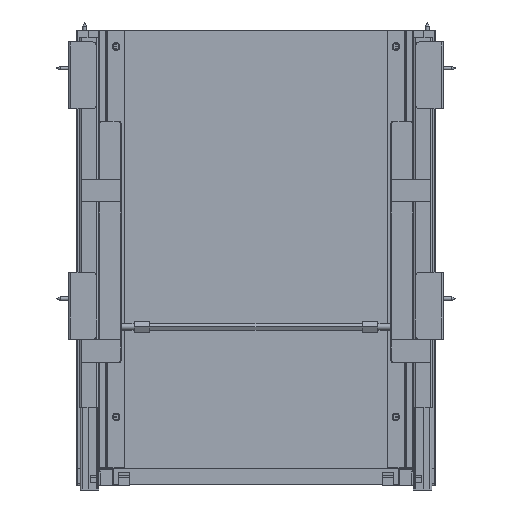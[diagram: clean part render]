
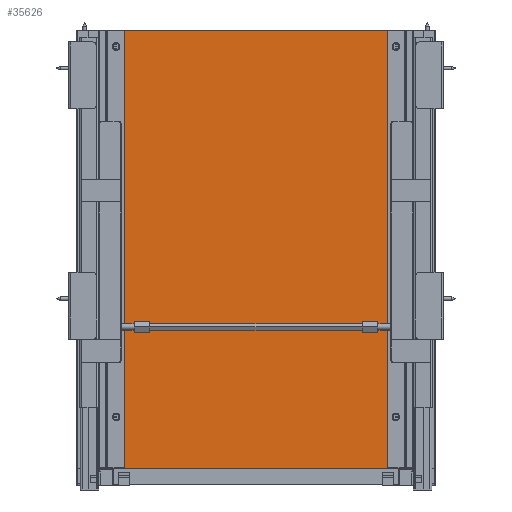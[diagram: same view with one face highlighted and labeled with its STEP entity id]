
A CAD part, front view. The second image highlights one B-rep face of the part: STEP entity #35626.
In plain terms, the highlighted planar face has unit normal (0, -1, 0).
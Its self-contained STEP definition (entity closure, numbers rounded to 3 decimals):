
#3420=FACE_OUTER_BOUND('',#5600,.T.);
#5600=EDGE_LOOP('',(#30507,#30508,#30509,#30510));
#9192=LINE('',#57940,#13226);
#9193=LINE('',#57943,#13227);
#9194=LINE('',#57945,#13228);
#9195=LINE('',#57946,#13229);
#13226=VECTOR('',#45843,10.);
#13227=VECTOR('',#45846,10.);
#13228=VECTOR('',#45847,10.);
#13229=VECTOR('',#45848,10.);
#16819=VERTEX_POINT('',#57933);
#16822=VERTEX_POINT('',#57938);
#16823=VERTEX_POINT('',#57942);
#16824=VERTEX_POINT('',#57944);
#21498=EDGE_CURVE('',#16819,#16822,#9192,.T.);
#21499=EDGE_CURVE('',#16823,#16819,#9193,.T.);
#21500=EDGE_CURVE('',#16824,#16822,#9194,.T.);
#21501=EDGE_CURVE('',#16823,#16824,#9195,.T.);
#30507=ORIENTED_EDGE('',*,*,#21499,.T.);
#30508=ORIENTED_EDGE('',*,*,#21498,.T.);
#30509=ORIENTED_EDGE('',*,*,#21500,.F.);
#30510=ORIENTED_EDGE('',*,*,#21501,.F.);
#33771=PLANE('',#38177);
#35626=ADVANCED_FACE('',(#3420),#33771,.T.);
#38177=AXIS2_PLACEMENT_3D('',#57941,#45844,#45845);
#45843=DIRECTION('',(0.,0.,-1.));
#45844=DIRECTION('center_axis',(0.,-1.,0.));
#45845=DIRECTION('ref_axis',(-1.,0.,0.));
#45846=DIRECTION('',(-1.,0.,0.));
#45847=DIRECTION('',(-1.,0.,0.));
#45848=DIRECTION('',(0.,0.,-1.));
#57933=CARTESIAN_POINT('',(-144.5,22.,11.5));
#57938=CARTESIAN_POINT('',(-144.5,22.,-414.5));
#57940=CARTESIAN_POINT('',(-144.5,22.,11.5));
#57941=CARTESIAN_POINT('Origin',(144.5,22.,11.5));
#57942=CARTESIAN_POINT('',(144.5,22.,11.5));
#57943=CARTESIAN_POINT('',(144.5,22.,11.5));
#57944=CARTESIAN_POINT('',(144.5,22.,-414.5));
#57945=CARTESIAN_POINT('',(144.5,22.,-414.5));
#57946=CARTESIAN_POINT('',(144.5,22.,11.5));
